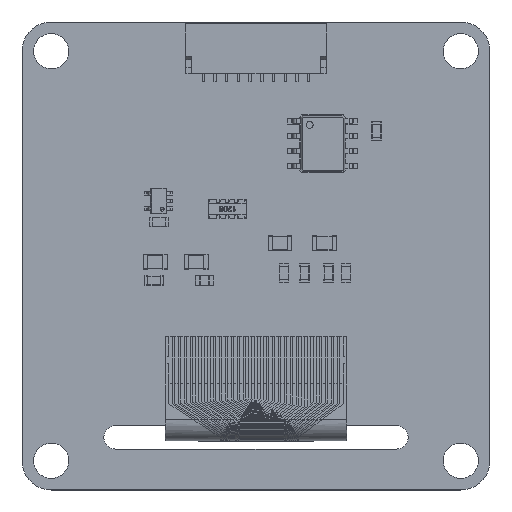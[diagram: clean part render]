
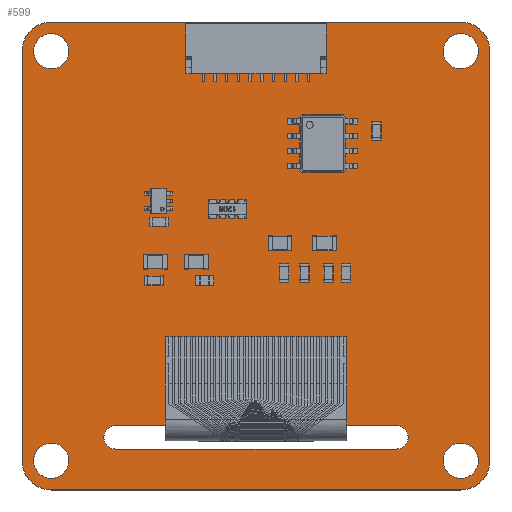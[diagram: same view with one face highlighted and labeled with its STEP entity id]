
A CAD part, top view. The second image highlights one B-rep face of the part: STEP entity #599.
In plain terms, the highlighted planar face has unit normal (0, 0, 1).
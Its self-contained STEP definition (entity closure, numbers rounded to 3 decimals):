
#22 = VERTEX_POINT('',#23);
#23 = CARTESIAN_POINT('',(20.,17.5,0.));
#41 = VERTEX_POINT('',#42);
#42 = CARTESIAN_POINT('',(17.5,20.,0.));
#48 = EDGE_CURVE('',#22,#41,#49,.T.);
#49 = CIRCLE('',#50,2.5);
#50 = AXIS2_PLACEMENT_3D('',#51,#52,#53);
#51 = CARTESIAN_POINT('',(17.5,17.5,0.));
#52 = DIRECTION('',(0.,-0.,1.));
#53 = DIRECTION('',(1.,0.,0.));
#64 = VERTEX_POINT('',#65);
#65 = CARTESIAN_POINT('',(20.,-17.5,0.));
#80 = EDGE_CURVE('',#64,#22,#81,.T.);
#81 = LINE('',#82,#83);
#82 = CARTESIAN_POINT('',(20.,-17.5,0.));
#83 = VECTOR('',#84,1.);
#84 = DIRECTION('',(0.,1.,0.));
#104 = VERTEX_POINT('',#105);
#105 = CARTESIAN_POINT('',(-17.5,20.,0.));
#111 = EDGE_CURVE('',#41,#104,#112,.T.);
#112 = LINE('',#113,#114);
#113 = CARTESIAN_POINT('',(17.5,20.,0.));
#114 = VECTOR('',#115,1.);
#115 = DIRECTION('',(-1.,0.,0.));
#126 = VERTEX_POINT('',#127);
#127 = CARTESIAN_POINT('',(17.5,-20.,0.));
#143 = EDGE_CURVE('',#126,#64,#144,.T.);
#144 = CIRCLE('',#145,2.5);
#145 = AXIS2_PLACEMENT_3D('',#146,#147,#148);
#146 = CARTESIAN_POINT('',(17.5,-17.5,0.));
#147 = DIRECTION('',(-0.,0.,1.));
#148 = DIRECTION('',(0.,-1.,0.));
#169 = VERTEX_POINT('',#170);
#170 = CARTESIAN_POINT('',(-20.,17.5,0.));
#176 = EDGE_CURVE('',#104,#169,#177,.T.);
#177 = CIRCLE('',#178,2.5);
#178 = AXIS2_PLACEMENT_3D('',#179,#180,#181);
#179 = CARTESIAN_POINT('',(-17.5,17.5,0.));
#180 = DIRECTION('',(0.,-0.,1.));
#181 = DIRECTION('',(0.,1.,0.));
#192 = VERTEX_POINT('',#193);
#193 = CARTESIAN_POINT('',(-17.5,-20.,0.));
#208 = EDGE_CURVE('',#192,#126,#209,.T.);
#209 = LINE('',#210,#211);
#210 = CARTESIAN_POINT('',(-17.5,-20.,0.));
#211 = VECTOR('',#212,1.);
#212 = DIRECTION('',(1.,0.,0.));
#232 = VERTEX_POINT('',#233);
#233 = CARTESIAN_POINT('',(-20.,-17.5,0.));
#239 = EDGE_CURVE('',#169,#232,#240,.T.);
#240 = LINE('',#241,#242);
#241 = CARTESIAN_POINT('',(-20.,17.5,0.));
#242 = VECTOR('',#243,1.);
#243 = DIRECTION('',(0.,-1.,0.));
#262 = EDGE_CURVE('',#232,#192,#263,.T.);
#263 = CIRCLE('',#264,2.5);
#264 = AXIS2_PLACEMENT_3D('',#265,#266,#267);
#265 = CARTESIAN_POINT('',(-17.5,-17.5,0.));
#266 = DIRECTION('',(0.,0.,1.));
#267 = DIRECTION('',(-1.,0.,0.));
#278 = VERTEX_POINT('',#279);
#279 = CARTESIAN_POINT('',(-12.,-14.5,0.));
#296 = VERTEX_POINT('',#297);
#297 = CARTESIAN_POINT('',(12.,-14.5,0.));
#303 = EDGE_CURVE('',#278,#296,#304,.T.);
#304 = LINE('',#305,#306);
#305 = CARTESIAN_POINT('',(-12.,-14.5,0.));
#306 = VECTOR('',#307,1.);
#307 = DIRECTION('',(1.,0.,0.));
#328 = VERTEX_POINT('',#329);
#329 = CARTESIAN_POINT('',(-13.,-15.5,0.));
#335 = EDGE_CURVE('',#278,#328,#336,.T.);
#336 = CIRCLE('',#337,1.);
#337 = AXIS2_PLACEMENT_3D('',#338,#339,#340);
#338 = CARTESIAN_POINT('',(-12.,-15.5,0.));
#339 = DIRECTION('',(0.,-0.,1.));
#340 = DIRECTION('',(0.,1.,0.));
#351 = VERTEX_POINT('',#352);
#352 = CARTESIAN_POINT('',(13.,-15.5,0.));
#368 = EDGE_CURVE('',#351,#296,#369,.T.);
#369 = CIRCLE('',#370,1.);
#370 = AXIS2_PLACEMENT_3D('',#371,#372,#373);
#371 = CARTESIAN_POINT('',(12.,-15.5,0.));
#372 = DIRECTION('',(-0.,0.,1.));
#373 = DIRECTION('',(1.,0.,0.));
#394 = VERTEX_POINT('',#395);
#395 = CARTESIAN_POINT('',(-12.,-16.5,0.));
#401 = EDGE_CURVE('',#328,#394,#402,.T.);
#402 = CIRCLE('',#403,1.);
#403 = AXIS2_PLACEMENT_3D('',#404,#405,#406);
#404 = CARTESIAN_POINT('',(-12.,-15.5,0.));
#405 = DIRECTION('',(0.,0.,1.));
#406 = DIRECTION('',(-1.,0.,0.));
#417 = VERTEX_POINT('',#418);
#418 = CARTESIAN_POINT('',(12.,-16.5,0.));
#434 = EDGE_CURVE('',#417,#351,#435,.T.);
#435 = CIRCLE('',#436,1.);
#436 = AXIS2_PLACEMENT_3D('',#437,#438,#439);
#437 = CARTESIAN_POINT('',(12.,-15.5,0.));
#438 = DIRECTION('',(0.,0.,1.));
#439 = DIRECTION('',(0.,-1.,0.));
#457 = EDGE_CURVE('',#417,#394,#458,.T.);
#458 = LINE('',#459,#460);
#459 = CARTESIAN_POINT('',(12.,-16.5,0.));
#460 = VECTOR('',#461,1.);
#461 = DIRECTION('',(-1.,0.,0.));
#472 = VERTEX_POINT('',#473);
#473 = CARTESIAN_POINT('',(-16.,-17.5,0.));
#489 = EDGE_CURVE('',#472,#472,#490,.T.);
#490 = CIRCLE('',#491,1.5);
#491 = AXIS2_PLACEMENT_3D('',#492,#493,#494);
#492 = CARTESIAN_POINT('',(-17.5,-17.5,0.));
#493 = DIRECTION('',(0.,0.,1.));
#494 = DIRECTION('',(1.,0.,0.));
#505 = VERTEX_POINT('',#506);
#506 = CARTESIAN_POINT('',(-16.,17.5,0.));
#522 = EDGE_CURVE('',#505,#505,#523,.T.);
#523 = CIRCLE('',#524,1.5);
#524 = AXIS2_PLACEMENT_3D('',#525,#526,#527);
#525 = CARTESIAN_POINT('',(-17.5,17.5,0.));
#526 = DIRECTION('',(0.,0.,1.));
#527 = DIRECTION('',(1.,0.,0.));
#538 = VERTEX_POINT('',#539);
#539 = CARTESIAN_POINT('',(19.,-17.5,0.));
#555 = EDGE_CURVE('',#538,#538,#556,.T.);
#556 = CIRCLE('',#557,1.5);
#557 = AXIS2_PLACEMENT_3D('',#558,#559,#560);
#558 = CARTESIAN_POINT('',(17.5,-17.5,0.));
#559 = DIRECTION('',(0.,0.,1.));
#560 = DIRECTION('',(1.,0.,0.));
#571 = VERTEX_POINT('',#572);
#572 = CARTESIAN_POINT('',(19.,17.5,0.));
#588 = EDGE_CURVE('',#571,#571,#589,.T.);
#589 = CIRCLE('',#590,1.5);
#590 = AXIS2_PLACEMENT_3D('',#591,#592,#593);
#591 = CARTESIAN_POINT('',(17.5,17.5,0.));
#592 = DIRECTION('',(0.,0.,1.));
#593 = DIRECTION('',(1.,0.,0.));
#599 = ADVANCED_FACE('',(#600,#610,#618,#621,#624,#627),#630,.F.);
#600 = FACE_BOUND('',#601,.F.);
#601 = EDGE_LOOP('',(#602,#603,#604,#605,#606,#607,#608,#609));
#602 = ORIENTED_EDGE('',*,*,#48,.F.);
#603 = ORIENTED_EDGE('',*,*,#80,.F.);
#604 = ORIENTED_EDGE('',*,*,#143,.F.);
#605 = ORIENTED_EDGE('',*,*,#208,.F.);
#606 = ORIENTED_EDGE('',*,*,#262,.F.);
#607 = ORIENTED_EDGE('',*,*,#239,.F.);
#608 = ORIENTED_EDGE('',*,*,#176,.F.);
#609 = ORIENTED_EDGE('',*,*,#111,.F.);
#610 = FACE_BOUND('',#611,.F.);
#611 = EDGE_LOOP('',(#612,#613,#614,#615,#616,#617));
#612 = ORIENTED_EDGE('',*,*,#303,.F.);
#613 = ORIENTED_EDGE('',*,*,#335,.T.);
#614 = ORIENTED_EDGE('',*,*,#401,.T.);
#615 = ORIENTED_EDGE('',*,*,#457,.F.);
#616 = ORIENTED_EDGE('',*,*,#434,.T.);
#617 = ORIENTED_EDGE('',*,*,#368,.T.);
#618 = FACE_BOUND('',#619,.F.);
#619 = EDGE_LOOP('',(#620));
#620 = ORIENTED_EDGE('',*,*,#489,.T.);
#621 = FACE_BOUND('',#622,.F.);
#622 = EDGE_LOOP('',(#623));
#623 = ORIENTED_EDGE('',*,*,#522,.T.);
#624 = FACE_BOUND('',#625,.F.);
#625 = EDGE_LOOP('',(#626));
#626 = ORIENTED_EDGE('',*,*,#555,.T.);
#627 = FACE_BOUND('',#628,.F.);
#628 = EDGE_LOOP('',(#629));
#629 = ORIENTED_EDGE('',*,*,#588,.T.);
#630 = PLANE('',#631);
#631 = AXIS2_PLACEMENT_3D('',#632,#633,#634);
#632 = CARTESIAN_POINT('',(20.,17.5,0.));
#633 = DIRECTION('',(0.,0.,-1.));
#634 = DIRECTION('',(-1.,0.,0.));
